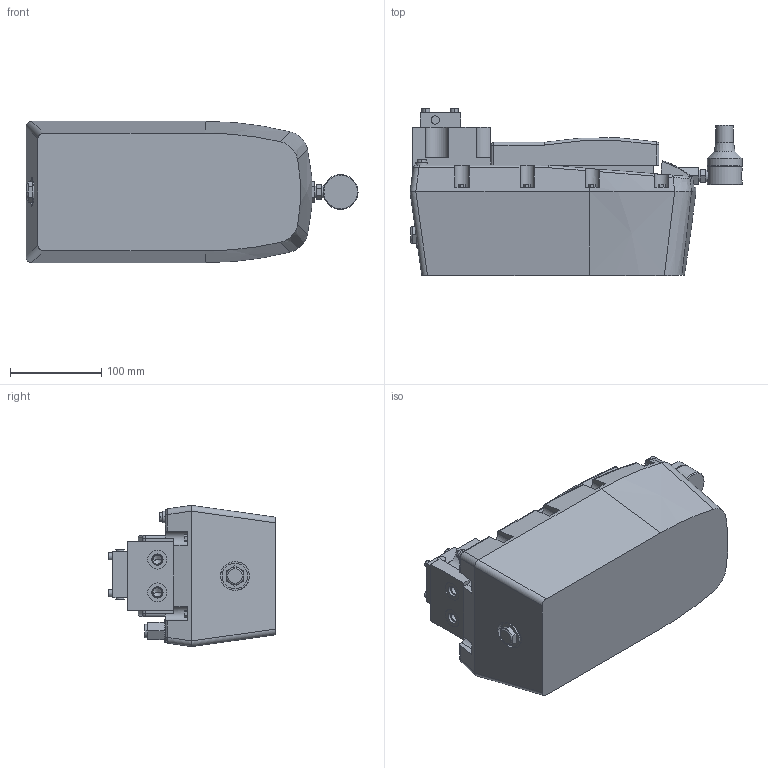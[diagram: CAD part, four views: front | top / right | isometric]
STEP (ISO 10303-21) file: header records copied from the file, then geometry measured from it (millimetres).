
FILE_DESCRIPTION((''),'2;1');
FILE_NAME('ILC55821300','2018-11-01T',('jdw'),(''),'PRO/ENGINEER BY PARAMETRIC TECHNOLOGY CORPORATION, 2013320','PRO/ENGINEER BY PARAMETRIC TECHNOLOGY CORPORATION, 2013320','');
FILE_SCHEMA(('AUTOMOTIVE_DESIGN { 1 0 10303 214 1 1 1 1 }'));
Length unit declared in the file: inch
Products named in the file (3): ILC55821300; ILC55821300_CROSSOVER
Assembly tree (2 placements, depth 2):
  ILC55821300
    ILC55821300
    ILC55821300_CROSSOVER
Bounding box: 364.27 x 183.13 x 154.94 mm (x, y, z)
Volume: 5728754 mm3; surface area: 261645.1 mm2
Topology: 6 solids, 8 shells, 511 faces, 1223 edges, 779 vertices
Faces by surface type: plane 268, cylinder 155, cone 44, torus 26, bspline 14, sphere 4
Entity records: 16255 total; most frequent: CARTESIAN_POINT 3548, DIRECTION 2525, ORIENTED_EDGE 2430, EDGE_CURVE 1219, AXIS2_PLACEMENT_3D 903, VERTEX_POINT 779, VECTOR 719, LINE 719
